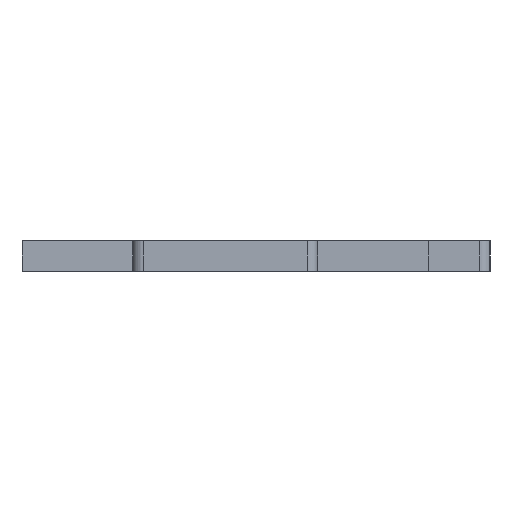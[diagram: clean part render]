
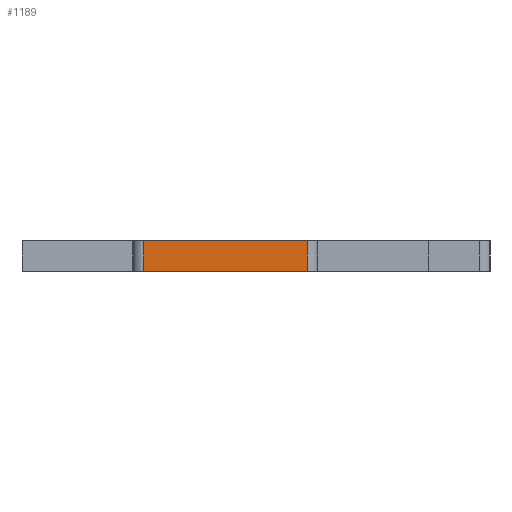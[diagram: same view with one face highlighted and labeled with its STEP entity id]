
A CAD part, left-side view. The second image highlights one B-rep face of the part: STEP entity #1189.
In plain terms, the highlighted planar face has unit normal (-1, 0, 0).
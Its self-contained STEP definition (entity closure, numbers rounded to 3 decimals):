
#127=FACE_OUTER_BOUND('',#187,.T.);
#187=EDGE_LOOP('',(#923,#924,#925,#926));
#301=LINE('',#1910,#431);
#302=LINE('',#1913,#432);
#303=LINE('',#1915,#433);
#304=LINE('',#1916,#434);
#431=VECTOR('',#1561,10.);
#432=VECTOR('',#1564,10.);
#433=VECTOR('',#1565,10.);
#434=VECTOR('',#1566,10.);
#553=VERTEX_POINT('',#1906);
#554=VERTEX_POINT('',#1908);
#555=VERTEX_POINT('',#1912);
#556=VERTEX_POINT('',#1914);
#709=EDGE_CURVE('',#553,#554,#301,.T.);
#710=EDGE_CURVE('',#553,#555,#302,.T.);
#711=EDGE_CURVE('',#556,#554,#303,.T.);
#712=EDGE_CURVE('',#555,#556,#304,.T.);
#923=ORIENTED_EDGE('',*,*,#710,.F.);
#924=ORIENTED_EDGE('',*,*,#709,.T.);
#925=ORIENTED_EDGE('',*,*,#711,.F.);
#926=ORIENTED_EDGE('',*,*,#712,.F.);
#1135=PLANE('',#1295);
#1189=ADVANCED_FACE('',(#127),#1135,.T.);
#1295=AXIS2_PLACEMENT_3D('',#1911,#1562,#1563);
#1561=DIRECTION('',(0.,0.,-1.));
#1562=DIRECTION('center_axis',(-1.,0.,0.));
#1563=DIRECTION('ref_axis',(0.,1.,0.));
#1564=DIRECTION('',(0.,-1.,0.));
#1565=DIRECTION('',(0.,1.,0.));
#1566=DIRECTION('',(0.,0.,-1.));
#1906=CARTESIAN_POINT('',(-2.994,-71.766,5.));
#1908=CARTESIAN_POINT('',(-2.994,-71.766,3.5));
#1910=CARTESIAN_POINT('',(-2.994,-71.766,5.));
#1911=CARTESIAN_POINT('Origin',(-2.994,-79.766,5.));
#1912=CARTESIAN_POINT('',(-2.994,-79.766,5.));
#1913=CARTESIAN_POINT('',(-2.994,-71.766,5.));
#1914=CARTESIAN_POINT('',(-2.994,-79.766,3.5));
#1915=CARTESIAN_POINT('',(-2.994,-71.766,3.5));
#1916=CARTESIAN_POINT('',(-2.994,-79.766,5.));
